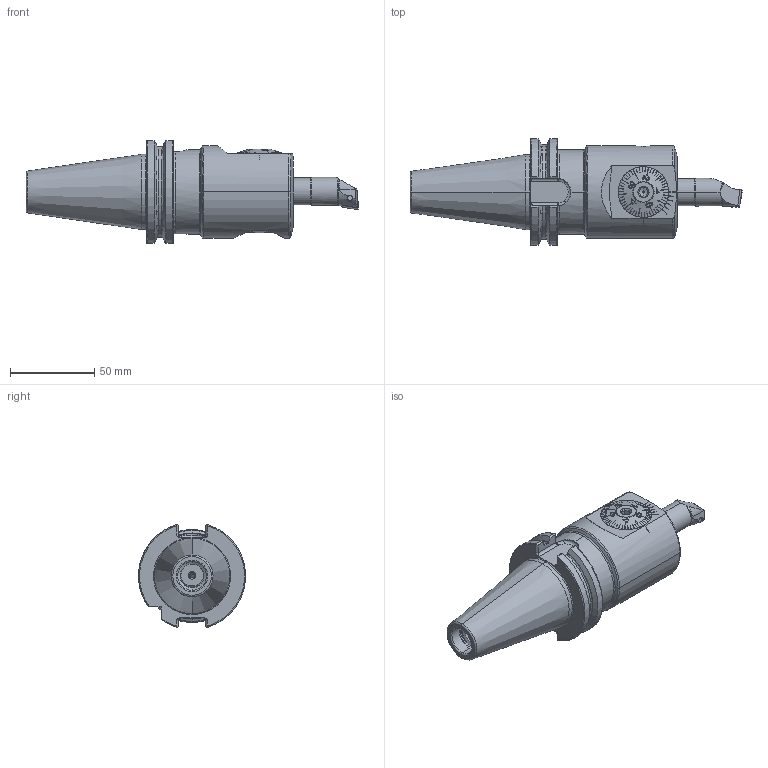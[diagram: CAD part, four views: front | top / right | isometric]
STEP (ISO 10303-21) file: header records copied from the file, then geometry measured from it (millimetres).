
FILE_DESCRIPTION (( 'STEP AP203' ), '1' );
FILE_NAME ('B08.440.055.090.STEP', '2018-02-21T11:00:10', ( 'SWIAdmin' ), ( 'Hewlett-Packard Company' ), 'SwSTEP 2.0', 'SolidWorks 2017', '' );
FILE_SCHEMA (( 'CONFIG_CONTROL_DESIGN' ));
Length unit declared in the file: millimetre
Products named in the file (21): CCMT09T304; A55-BG2.015.007_B; A55-BG1.012.007_B; B22-WCB.K11.110; A55-BG1.014.041; A55-BG1.011.041; B08.440.055.090; Klebstoff D10; A55-BG2.012.006_B; WCB-ER2.001.009_A; A55-BG2.013.005_C; A55-BG3.011.033_A_PreviewCfg; DIN 3771 - 25x1.5; ISO 4026 - M10 x 16_PreviewCfg; ISO 4026 - M10 x 16; ISO 4026 - M10 x 8_PreviewCfg; A55-BG2.011.016_E; SK4-A55.K00.090_B_Fertigbearbeitung; B22-WCB.K11.110_B; A55-BG2.014.007_A; A55-BG1.011.041_E
Assembly tree (23 placements, depth 4):
  B08.440.055.090
    SK4-A55.K00.090_B_Fertigbearbeitung
    A55-BG1.014.041
      A55-BG1.011.041
        A55-BG1.011.041_E
        A55-BG1.012.007_B
      A55-BG2.012.006_B
      A55-BG2.013.005_C
      DIN 3771 - 25x1.5
      ISO 4026 - M10 x 16  x2
      A55-BG2.015.007_B
        A55-BG2.011.016_E
        A55-BG2.014.007_A
    Klebstoff D10
    WCB-ER2.001.009_A
    A55-BG3.011.033_A_PreviewCfg
    ISO 4026 - M10 x 16_PreviewCfg  x2
    ISO 4026 - M10 x 8_PreviewCfg
    B22-WCB.K11.110
      B22-WCB.K11.110_B
      CCMT09T304
      WCB-ER2.001.009_A
Bounding box: 196.66 x 63.37 x 60.94 mm (x, y, z)
Volume: 255189.2 mm3; surface area: 63680.2 mm2
Topology: 19 solids, 19 shells, 956 faces, 2489 edges, 1567 vertices
Faces by surface type: plane 390, cone 220, cylinder 194, torus 90, bspline 58, sphere 4
Entity records: 35082 total; most frequent: CARTESIAN_POINT 12114, ORIENTED_EDGE 4630, DIRECTION 3931, EDGE_CURVE 2315, AXIS2_PLACEMENT_3D 1520, VERTEX_POINT 1467, EDGE_LOOP 934, LINE 891
